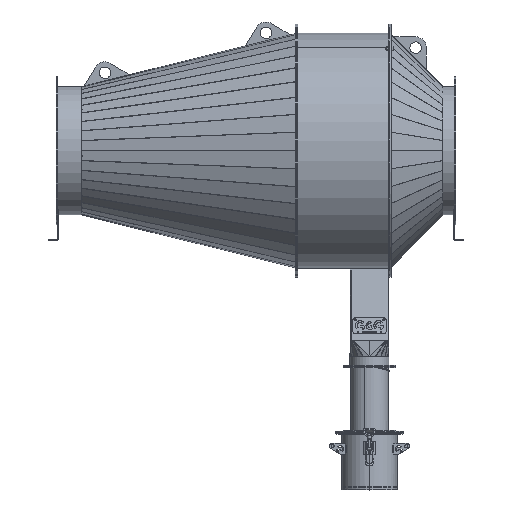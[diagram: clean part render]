
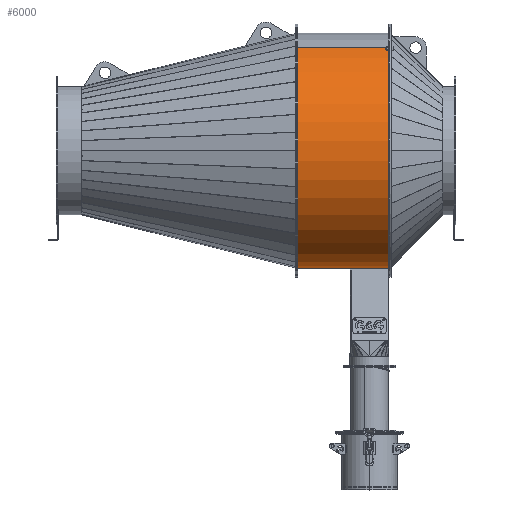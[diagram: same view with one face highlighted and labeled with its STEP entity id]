
A CAD part, top view. The second image highlights one B-rep face of the part: STEP entity #6000.
In plain terms, the highlighted cylindrical face has radius 460 mm (diameter 920 mm), a partial arc.
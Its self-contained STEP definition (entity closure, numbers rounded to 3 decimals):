
#300 = LINE ( 'NONE', #15907, #6913 ) ;
#3491 = DIRECTION ( 'NONE',  ( 0., 1., 0. ) ) ;
#5192 = LINE ( 'NONE', #5443, #10276 ) ;
#5443 = CARTESIAN_POINT ( 'NONE',  ( -222.08, 366., -402.84 ) ) ;
#6000 = ADVANCED_FACE ( 'NONE', ( #36607 ), #12100, .T. ) ;
#6913 = VECTOR ( 'NONE', #39392, 1000. ) ;
#7833 = CIRCLE ( 'NONE', #20302, 460. ) ;
#8758 = CARTESIAN_POINT ( 'NONE',  ( 0., 366., 0. ) ) ;
#9403 = CARTESIAN_POINT ( 'NONE',  ( -0.251, 0., 460. ) ) ;
#10276 = VECTOR ( 'NONE', #13002, 1000. ) ;
#12100 = CYLINDRICAL_SURFACE ( 'NONE', #47710, 460. ) ;
#12138 = CARTESIAN_POINT ( 'NONE',  ( -0.251, 366., 460. ) ) ;
#13002 = DIRECTION ( 'NONE',  ( 0., 1., 0. ) ) ;
#13697 = DIRECTION ( 'NONE',  ( 0., 1., 0. ) ) ;
#14852 = EDGE_CURVE ( 'NONE', #15882, #46522, #300, .T. ) ;
#15882 = VERTEX_POINT ( 'NONE', #12138 ) ;
#15907 = CARTESIAN_POINT ( 'NONE',  ( -0.251, 366., 460. ) ) ;
#16003 = CARTESIAN_POINT ( 'NONE',  ( 0., 366., 0. ) ) ;
#16766 = DIRECTION ( 'NONE',  ( 0., -1., 0. ) ) ;
#18398 = AXIS2_PLACEMENT_3D ( 'NONE', #8758, #13697, #32765 ) ;
#19241 = CARTESIAN_POINT ( 'NONE',  ( -222.08, 366., -402.84 ) ) ;
#20302 = AXIS2_PLACEMENT_3D ( 'NONE', #39204, #3491, #46794 ) ;
#27581 = EDGE_CURVE ( 'NONE', #42894, #15882, #50932, .T. ) ;
#28017 = CARTESIAN_POINT ( 'NONE',  ( -222.08, 0., -402.84 ) ) ;
#30154 = VERTEX_POINT ( 'NONE', #28017 ) ;
#31016 = ORIENTED_EDGE ( 'NONE', *, *, #31596, .F. ) ;
#31596 = EDGE_CURVE ( 'NONE', #30154, #42894, #5192, .T. ) ;
#32765 = DIRECTION ( 'NONE',  ( 1., 0., 0. ) ) ;
#33959 = EDGE_CURVE ( 'NONE', #30154, #46522, #7833, .T. ) ;
#35099 = ORIENTED_EDGE ( 'NONE', *, *, #33959, .T. ) ;
#35861 = DIRECTION ( 'NONE',  ( 0., 0., -1. ) ) ;
#36607 = FACE_OUTER_BOUND ( 'NONE', #37722, .T. ) ;
#36746 = ORIENTED_EDGE ( 'NONE', *, *, #27581, .F. ) ;
#37722 = EDGE_LOOP ( 'NONE', ( #31016, #35099, #40672, #36746 ) ) ;
#39204 = CARTESIAN_POINT ( 'NONE',  ( 0., 0., 0. ) ) ;
#39392 = DIRECTION ( 'NONE',  ( 0., -1., 0. ) ) ;
#40672 = ORIENTED_EDGE ( 'NONE', *, *, #14852, .F. ) ;
#42894 = VERTEX_POINT ( 'NONE', #19241 ) ;
#46522 = VERTEX_POINT ( 'NONE', #9403 ) ;
#46794 = DIRECTION ( 'NONE',  ( 1., 0., 0. ) ) ;
#47710 = AXIS2_PLACEMENT_3D ( 'NONE', #16003, #16766, #35861 ) ;
#50932 = CIRCLE ( 'NONE', #18398, 460. ) ;
